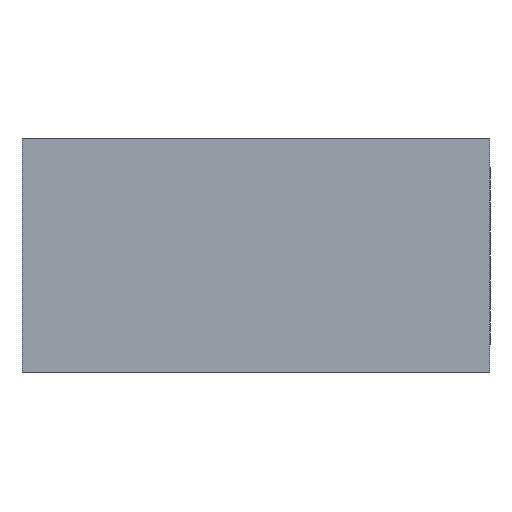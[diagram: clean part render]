
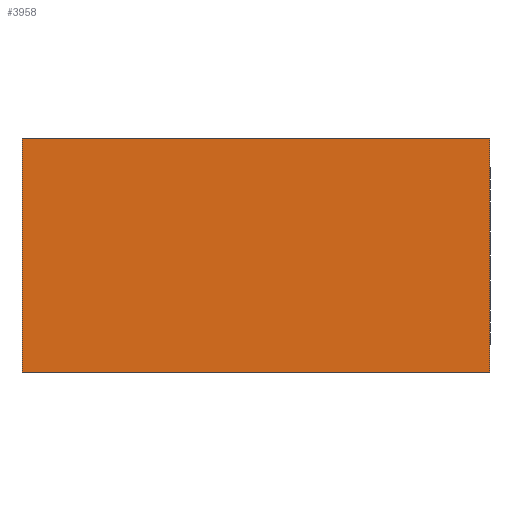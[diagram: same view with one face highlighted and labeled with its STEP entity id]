
A CAD part, front view. The second image highlights one B-rep face of the part: STEP entity #3958.
In plain terms, the highlighted planar face has unit normal (0, -1, 0).
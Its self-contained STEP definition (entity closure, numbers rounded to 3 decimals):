
#3925 = ORIENTED_EDGE ( 'NONE', *, *, #4005, .F. ) ;
#3926 = EDGE_CURVE ( 'NONE', #3973, #3940, #7045, .T. ) ;
#3937 = EDGE_CURVE ( 'NONE', #3976, #3985, #7243, .T. ) ;
#3938 = ORIENTED_EDGE ( 'NONE', *, *, #3960, .T. ) ;
#3939 = EDGE_LOOP ( 'NONE', ( #3938, #3952, #3925, #3975 ) ) ;
#3940 = VERTEX_POINT ( 'NONE', #7247 ) ;
#3952 = ORIENTED_EDGE ( 'NONE', *, *, #3937, .F. ) ;
#3958 = ADVANCED_FACE ( 'NONE', ( #7281 ), #7280, .F. ) ;
#3960 = EDGE_CURVE ( 'NONE', #3940, #3985, #7265, .T. ) ;
#3973 = VERTEX_POINT ( 'NONE', #7320 ) ;
#3975 = ORIENTED_EDGE ( 'NONE', *, *, #3926, .T. ) ;
#3976 = VERTEX_POINT ( 'NONE', #7319 ) ;
#3985 = VERTEX_POINT ( 'NONE', #7333 ) ;
#4005 = EDGE_CURVE ( 'NONE', #3973, #3976, #7344, .T. ) ;
#6936 = CARTESIAN_POINT ( 'NONE',  ( -25., -15., 12.5 ) ) ;
#6964 = DIRECTION ( 'NONE',  ( 0., 0., -1. ) ) ;
#6975 = VECTOR ( 'NONE', #6964, 1000. ) ;
#7045 = LINE ( 'NONE', #6936, #6975 ) ;
#7229 = CARTESIAN_POINT ( 'NONE',  ( 25., -15., 12.5 ) ) ;
#7240 = VECTOR ( 'NONE', #7241, 1000. ) ;
#7241 = DIRECTION ( 'NONE',  ( 0., 0., -1. ) ) ;
#7243 = LINE ( 'NONE', #7229, #7240 ) ;
#7247 = CARTESIAN_POINT ( 'NONE',  ( -25., -15., -12.5 ) ) ;
#7254 = DIRECTION ( 'NONE',  ( 1., 0., 0. ) ) ;
#7264 = CARTESIAN_POINT ( 'NONE',  ( -25., -15., -12.5 ) ) ;
#7265 = LINE ( 'NONE', #7264, #7283 ) ;
#7268 = DIRECTION ( 'NONE',  ( 0., 1., 0. ) ) ;
#7269 = CARTESIAN_POINT ( 'NONE',  ( -25., -15., 12.5 ) ) ;
#7270 = AXIS2_PLACEMENT_3D ( 'NONE', #7269, #7268, #7278 ) ;
#7278 = DIRECTION ( 'NONE',  ( 0., 0., 1. ) ) ;
#7280 = PLANE ( 'NONE',  #7270 ) ;
#7281 = FACE_OUTER_BOUND ( 'NONE', #3939, .T. ) ;
#7282 = DIRECTION ( 'NONE',  ( 1., 0., 0. ) ) ;
#7283 = VECTOR ( 'NONE', #7282, 1000. ) ;
#7319 = CARTESIAN_POINT ( 'NONE',  ( 25., -15., 12.5 ) ) ;
#7320 = CARTESIAN_POINT ( 'NONE',  ( -25., -15., 12.5 ) ) ;
#7333 = CARTESIAN_POINT ( 'NONE',  ( 25., -15., -12.5 ) ) ;
#7342 = VECTOR ( 'NONE', #7254, 1000. ) ;
#7343 = CARTESIAN_POINT ( 'NONE',  ( -25., -15., 12.5 ) ) ;
#7344 = LINE ( 'NONE', #7343, #7342 ) ;
